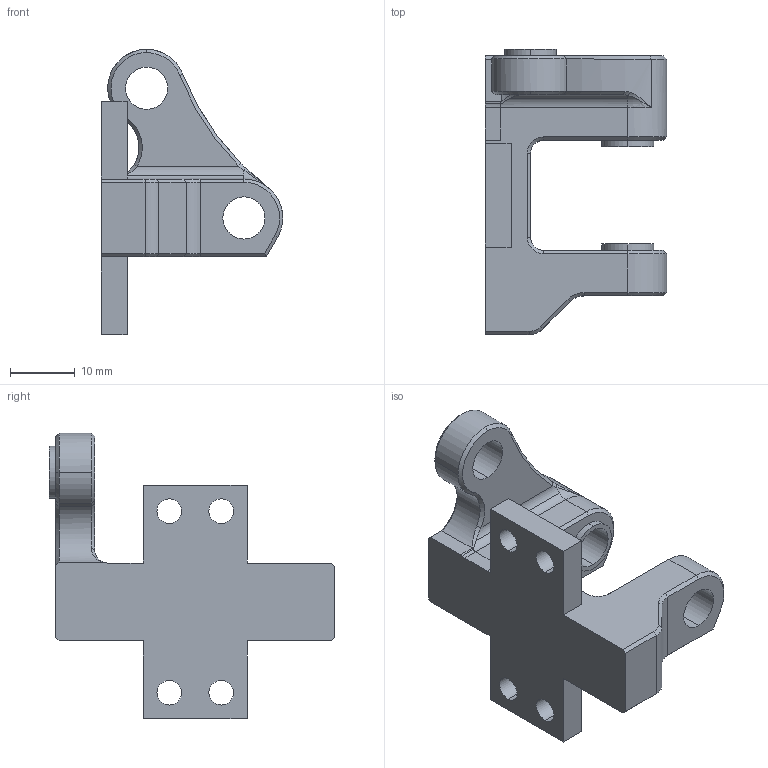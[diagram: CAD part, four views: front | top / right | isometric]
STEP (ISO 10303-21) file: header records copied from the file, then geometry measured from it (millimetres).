
FILE_DESCRIPTION (( 'STEP AP203' ), '1' );
FILE_NAME ('link4.STEP', '2025-05-01T23:53:06', ( '' ), ( '' ), 'SwSTEP 2.0', 'SolidWorks 2023', '' );
FILE_SCHEMA (( 'CONFIG_CONTROL_DESIGN' ));
Length unit declared in the file: centimetre
Products named in the file (1): link4
Bounding box: 28 x 44 x 44 mm (x, y, z)
Volume: 10742.6 mm3; surface area: 5606.8 mm2
Topology: 1 solids, 1 shells, 109 faces, 272 edges, 167 vertices
Faces by surface type: plane 45, cylinder 35, cone 23, bspline 5, torus 1
Entity records: 3739 total; most frequent: CARTESIAN_POINT 1023, DIRECTION 558, ORIENTED_EDGE 542, EDGE_CURVE 271, AXIS2_PLACEMENT_3D 199, VERTEX_POINT 167, VECTOR 160, LINE 160
